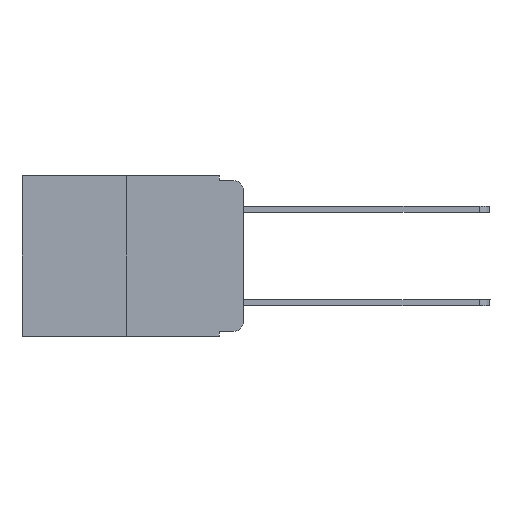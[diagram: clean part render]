
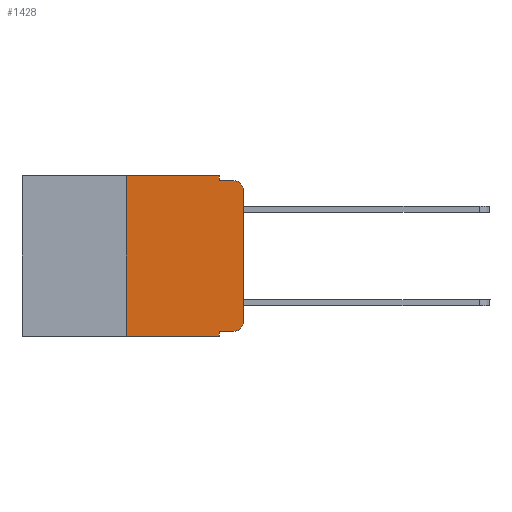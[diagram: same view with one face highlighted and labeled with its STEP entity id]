
A CAD part, left-side view. The second image highlights one B-rep face of the part: STEP entity #1428.
In plain terms, the highlighted planar face has unit normal (-1, 0, 0).
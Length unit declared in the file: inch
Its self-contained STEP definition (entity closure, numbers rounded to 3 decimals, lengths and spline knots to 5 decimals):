
#76 = LINE ( 'NONE', #5462, #7815 ) ;
#128 = DIRECTION ( 'NONE',  ( 0., -1., 0. ) ) ;
#152 = ORIENTED_EDGE ( 'NONE', *, *, #4912, .T. ) ;
#391 = LINE ( 'NONE', #5052, #4513 ) ;
#399 = ORIENTED_EDGE ( 'NONE', *, *, #6967, .T. ) ;
#494 = ORIENTED_EDGE ( 'NONE', *, *, #7194, .T. ) ;
#501 = VERTEX_POINT ( 'NONE', #7044 ) ;
#745 = ORIENTED_EDGE ( 'NONE', *, *, #5741, .F. ) ;
#806 = LINE ( 'NONE', #8628, #9019 ) ;
#852 = DIRECTION ( 'NONE',  ( -1., 0., 0. ) ) ;
#855 = CARTESIAN_POINT ( 'NONE',  ( 0., 0., -0.03 ) ) ;
#926 = VERTEX_POINT ( 'NONE', #7120 ) ;
#1211 = ORIENTED_EDGE ( 'NONE', *, *, #9786, .T. ) ;
#1428 = ADVANCED_FACE ( 'NONE', ( #9983 ), #2310, .F. ) ;
#1538 = LINE ( 'NONE', #3135, #9501 ) ;
#2310 = PLANE ( 'NONE',  #7140 ) ;
#2468 = LINE ( 'NONE', #5485, #7624 ) ;
#2492 = DIRECTION ( 'NONE',  ( 0., -1., 0. ) ) ;
#2738 = DIRECTION ( 'NONE',  ( 0., -1., 0. ) ) ;
#2919 = CARTESIAN_POINT ( 'NONE',  ( 0., 0.473, 0. ) ) ;
#3019 = VERTEX_POINT ( 'NONE', #4301 ) ;
#3135 = CARTESIAN_POINT ( 'NONE',  ( 0., 0., 0. ) ) ;
#3206 = DIRECTION ( 'NONE',  ( 0., -1., 0. ) ) ;
#3455 = ORIENTED_EDGE ( 'NONE', *, *, #6953, .T. ) ;
#3482 = VERTEX_POINT ( 'NONE', #8950 ) ;
#3808 = LINE ( 'NONE', #6899, #4865 ) ;
#4107 = CARTESIAN_POINT ( 'NONE',  ( 0., 0.051, -0.333 ) ) ;
#4301 = CARTESIAN_POINT ( 'NONE',  ( 0., 0.051, -0.343 ) ) ;
#4379 = DIRECTION ( 'NONE',  ( 0., 0., 1. ) ) ;
#4436 = ORIENTED_EDGE ( 'NONE', *, *, #5217, .F. ) ;
#4513 = VECTOR ( 'NONE', #5767, 39.37008 ) ;
#4539 = CIRCLE ( 'NONE', #7020, 0.02 ) ;
#4684 = CARTESIAN_POINT ( 'NONE',  ( 0., 0.473, 0. ) ) ;
#4725 = CARTESIAN_POINT ( 'NONE',  ( 0., 0.25, -0.343 ) ) ;
#4829 = ORIENTED_EDGE ( 'NONE', *, *, #5975, .F. ) ;
#4838 = AXIS2_PLACEMENT_3D ( 'NONE', #7733, #6957, #6910 ) ;
#4865 = VECTOR ( 'NONE', #4379, 39.37008 ) ;
#4912 = EDGE_CURVE ( 'NONE', #501, #8512, #7973, .T. ) ;
#5052 = CARTESIAN_POINT ( 'NONE',  ( 0., 0.051, 0. ) ) ;
#5217 = EDGE_CURVE ( 'NONE', #8394, #3019, #391, .T. ) ;
#5236 = DIRECTION ( 'NONE',  ( 0., 0., -1. ) ) ;
#5462 = CARTESIAN_POINT ( 'NONE',  ( 0., 0.051, -0.01 ) ) ;
#5485 = CARTESIAN_POINT ( 'NONE',  ( 0., 0.051, 0. ) ) ;
#5566 = LINE ( 'NONE', #4684, #5681 ) ;
#5681 = VECTOR ( 'NONE', #128, 39.37008 ) ;
#5741 = EDGE_CURVE ( 'NONE', #3482, #926, #5566, .T. ) ;
#5766 = LINE ( 'NONE', #6636, #8017 ) ;
#5767 = DIRECTION ( 'NONE',  ( 0., 0., -1. ) ) ;
#5975 = EDGE_CURVE ( 'NONE', #9002, #3482, #3808, .T. ) ;
#6189 = EDGE_LOOP ( 'NONE', ( #1211, #3455, #6620, #6808, #745, #4829, #399, #4436, #494, #152 ) ) ;
#6263 = DIRECTION ( 'NONE',  ( 0., 0., 1. ) ) ;
#6620 = ORIENTED_EDGE ( 'NONE', *, *, #8679, .F. ) ;
#6636 = CARTESIAN_POINT ( 'NONE',  ( 0., 0.051, -0.333 ) ) ;
#6808 = ORIENTED_EDGE ( 'NONE', *, *, #7896, .F. ) ;
#6882 = CARTESIAN_POINT ( 'NONE',  ( 0., 0.02, -0.01 ) ) ;
#6899 = CARTESIAN_POINT ( 'NONE',  ( 0., 0.25, 0. ) ) ;
#6910 = DIRECTION ( 'NONE',  ( 0., 0., -1. ) ) ;
#6953 = EDGE_CURVE ( 'NONE', #8657, #10101, #4539, .T. ) ;
#6957 = DIRECTION ( 'NONE',  ( -1., 0., 0. ) ) ;
#6967 = EDGE_CURVE ( 'NONE', #9002, #3019, #806, .T. ) ;
#7020 = AXIS2_PLACEMENT_3D ( 'NONE', #7891, #852, #7843 ) ;
#7044 = CARTESIAN_POINT ( 'NONE',  ( 0., 0.02, -0.333 ) ) ;
#7120 = CARTESIAN_POINT ( 'NONE',  ( 0., 0.051, 0. ) ) ;
#7140 = AXIS2_PLACEMENT_3D ( 'NONE', #2919, #8551, #5236 ) ;
#7194 = EDGE_CURVE ( 'NONE', #8394, #501, #5766, .T. ) ;
#7624 = VECTOR ( 'NONE', #9433, 39.37008 ) ;
#7733 = CARTESIAN_POINT ( 'NONE',  ( 0., 0.02, -0.313 ) ) ;
#7815 = VECTOR ( 'NONE', #3206, 39.37008 ) ;
#7843 = DIRECTION ( 'NONE',  ( 0., 0., -1. ) ) ;
#7891 = CARTESIAN_POINT ( 'NONE',  ( 0., 0.02, -0.03 ) ) ;
#7896 = EDGE_CURVE ( 'NONE', #926, #8172, #2468, .T. ) ;
#7973 = CIRCLE ( 'NONE', #4838, 0.02 ) ;
#8017 = VECTOR ( 'NONE', #2738, 39.37008 ) ;
#8172 = VERTEX_POINT ( 'NONE', #8482 ) ;
#8394 = VERTEX_POINT ( 'NONE', #4107 ) ;
#8482 = CARTESIAN_POINT ( 'NONE',  ( 0., 0.051, -0.01 ) ) ;
#8512 = VERTEX_POINT ( 'NONE', #9825 ) ;
#8551 = DIRECTION ( 'NONE',  ( 1., 0., 0. ) ) ;
#8628 = CARTESIAN_POINT ( 'NONE',  ( 0., 0.473, -0.343 ) ) ;
#8657 = VERTEX_POINT ( 'NONE', #855 ) ;
#8679 = EDGE_CURVE ( 'NONE', #8172, #10101, #76, .T. ) ;
#8950 = CARTESIAN_POINT ( 'NONE',  ( 0., 0.25, 0. ) ) ;
#9002 = VERTEX_POINT ( 'NONE', #4725 ) ;
#9019 = VECTOR ( 'NONE', #2492, 39.37008 ) ;
#9433 = DIRECTION ( 'NONE',  ( 0., 0., -1. ) ) ;
#9501 = VECTOR ( 'NONE', #6263, 39.37008 ) ;
#9786 = EDGE_CURVE ( 'NONE', #8512, #8657, #1538, .T. ) ;
#9825 = CARTESIAN_POINT ( 'NONE',  ( 0., 0., -0.313 ) ) ;
#9983 = FACE_OUTER_BOUND ( 'NONE', #6189, .T. ) ;
#10101 = VERTEX_POINT ( 'NONE', #6882 ) ;
